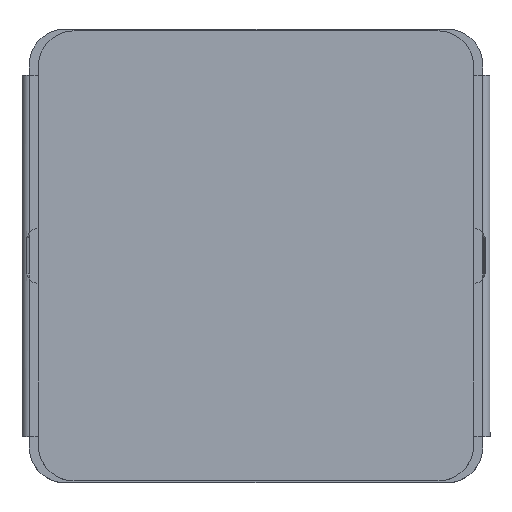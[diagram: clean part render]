
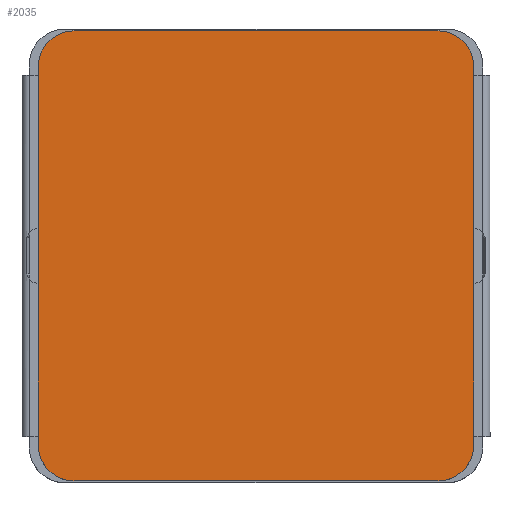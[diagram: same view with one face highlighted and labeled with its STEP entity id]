
A CAD part, top view. The second image highlights one B-rep face of the part: STEP entity #2035.
In plain terms, the highlighted planar face has unit normal (0, 0, 1).
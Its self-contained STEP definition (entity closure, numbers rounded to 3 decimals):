
#50 = LINE ( 'NONE', #2590, #2416 ) ;
#58 = DIRECTION ( 'NONE',  ( -1., 0., 0. ) ) ;
#70 = DIRECTION ( 'NONE',  ( 0., 1., 0. ) ) ;
#153 = CARTESIAN_POINT ( 'NONE',  ( 6.124, 5.321, 3.391 ) ) ;
#163 = LINE ( 'NONE', #509, #2398 ) ;
#173 = EDGE_CURVE ( 'NONE', #2638, #1495, #1079, .T. ) ;
#190 = AXIS2_PLACEMENT_3D ( 'NONE', #2437, #1159, #1820 ) ;
#250 = EDGE_CURVE ( 'NONE', #2321, #551, #50, .T. ) ;
#276 = DIRECTION ( 'NONE',  ( 0., 1., 0. ) ) ;
#310 = CIRCLE ( 'NONE', #1160, 1.006 ) ;
#344 = CIRCLE ( 'NONE', #721, 1.006 ) ;
#418 = ORIENTED_EDGE ( 'NONE', *, *, #782, .T. ) ;
#495 = DIRECTION ( 'NONE',  ( 0., 0., 1. ) ) ;
#509 = CARTESIAN_POINT ( 'NONE',  ( -5.118, -6.327, 3.391 ) ) ;
#551 = VERTEX_POINT ( 'NONE', #153 ) ;
#580 = DIRECTION ( 'NONE',  ( 0., 0., 1. ) ) ;
#632 = VERTEX_POINT ( 'NONE', #1627 ) ;
#638 = EDGE_CURVE ( 'NONE', #551, #1447, #1272, .T. ) ;
#640 = LINE ( 'NONE', #2171, #1071 ) ;
#695 = DIRECTION ( 'NONE',  ( 0., 1., 0. ) ) ;
#717 = ORIENTED_EDGE ( 'NONE', *, *, #2405, .T. ) ;
#721 = AXIS2_PLACEMENT_3D ( 'NONE', #1162, #580, #1727 ) ;
#734 = CARTESIAN_POINT ( 'NONE',  ( -5.118, 5.321, 3.391 ) ) ;
#763 = CARTESIAN_POINT ( 'NONE',  ( -6.124, 5.321, 3.391 ) ) ;
#782 = EDGE_CURVE ( 'NONE', #1753, #2727, #310, .T. ) ;
#788 = CARTESIAN_POINT ( 'NONE',  ( -5.118, 6.327, 3.391 ) ) ;
#797 = EDGE_CURVE ( 'NONE', #632, #2321, #344, .T. ) ;
#915 = ORIENTED_EDGE ( 'NONE', *, *, #638, .T. ) ;
#943 = LINE ( 'NONE', #1318, #1380 ) ;
#1071 = VECTOR ( 'NONE', #1525, 1000. ) ;
#1079 = CIRCLE ( 'NONE', #1984, 1.006 ) ;
#1125 = DIRECTION ( 'NONE',  ( 0., 0., 1. ) ) ;
#1159 = DIRECTION ( 'NONE',  ( 0., 0., 1. ) ) ;
#1160 = AXIS2_PLACEMENT_3D ( 'NONE', #1793, #1125, #70 ) ;
#1162 = CARTESIAN_POINT ( 'NONE',  ( 5.118, -5.321, 3.391 ) ) ;
#1172 = PLANE ( 'NONE',  #1810 ) ;
#1222 = EDGE_CURVE ( 'NONE', #1495, #1753, #640, .T. ) ;
#1272 = CIRCLE ( 'NONE', #190, 1.006 ) ;
#1318 = CARTESIAN_POINT ( 'NONE',  ( -5.118, 6.327, 3.391 ) ) ;
#1327 = DIRECTION ( 'NONE',  ( 1., 0., 0. ) ) ;
#1380 = VECTOR ( 'NONE', #58, 1000. ) ;
#1394 = FACE_OUTER_BOUND ( 'NONE', #2608, .T. ) ;
#1447 = VERTEX_POINT ( 'NONE', #1625 ) ;
#1495 = VERTEX_POINT ( 'NONE', #763 ) ;
#1497 = ORIENTED_EDGE ( 'NONE', *, *, #797, .T. ) ;
#1525 = DIRECTION ( 'NONE',  ( 0., -1., 0. ) ) ;
#1625 = CARTESIAN_POINT ( 'NONE',  ( 5.118, 6.327, 3.391 ) ) ;
#1627 = CARTESIAN_POINT ( 'NONE',  ( 5.118, -6.327, 3.391 ) ) ;
#1709 = CARTESIAN_POINT ( 'NONE',  ( 6.124, -5.321, 3.391 ) ) ;
#1725 = CARTESIAN_POINT ( 'NONE',  ( -6.124, -5.321, 3.391 ) ) ;
#1727 = DIRECTION ( 'NONE',  ( 0., 1., 0. ) ) ;
#1753 = VERTEX_POINT ( 'NONE', #1725 ) ;
#1793 = CARTESIAN_POINT ( 'NONE',  ( -5.118, -5.321, 3.391 ) ) ;
#1810 = AXIS2_PLACEMENT_3D ( 'NONE', #734, #2426, #2657 ) ;
#1820 = DIRECTION ( 'NONE',  ( 0., 1., 0. ) ) ;
#1839 = ORIENTED_EDGE ( 'NONE', *, *, #1845, .T. ) ;
#1845 = EDGE_CURVE ( 'NONE', #2727, #632, #163, .T. ) ;
#1984 = AXIS2_PLACEMENT_3D ( 'NONE', #2378, #495, #276 ) ;
#2035 = ADVANCED_FACE ( 'NONE', ( #1394 ), #1172, .T. ) ;
#2096 = CARTESIAN_POINT ( 'NONE',  ( -5.118, -6.327, 3.391 ) ) ;
#2171 = CARTESIAN_POINT ( 'NONE',  ( -6.124, 5.321, 3.391 ) ) ;
#2219 = ORIENTED_EDGE ( 'NONE', *, *, #250, .T. ) ;
#2321 = VERTEX_POINT ( 'NONE', #1709 ) ;
#2370 = ORIENTED_EDGE ( 'NONE', *, *, #1222, .T. ) ;
#2378 = CARTESIAN_POINT ( 'NONE',  ( -5.118, 5.321, 3.391 ) ) ;
#2398 = VECTOR ( 'NONE', #1327, 1000. ) ;
#2405 = EDGE_CURVE ( 'NONE', #1447, #2638, #943, .T. ) ;
#2416 = VECTOR ( 'NONE', #695, 1000. ) ;
#2426 = DIRECTION ( 'NONE',  ( 0., 0., 1. ) ) ;
#2437 = CARTESIAN_POINT ( 'NONE',  ( 5.118, 5.321, 3.391 ) ) ;
#2590 = CARTESIAN_POINT ( 'NONE',  ( 6.124, 5.321, 3.391 ) ) ;
#2608 = EDGE_LOOP ( 'NONE', ( #915, #717, #2712, #2370, #418, #1839, #1497, #2219 ) ) ;
#2638 = VERTEX_POINT ( 'NONE', #788 ) ;
#2657 = DIRECTION ( 'NONE',  ( 0., -1., 0. ) ) ;
#2712 = ORIENTED_EDGE ( 'NONE', *, *, #173, .T. ) ;
#2727 = VERTEX_POINT ( 'NONE', #2096 ) ;
